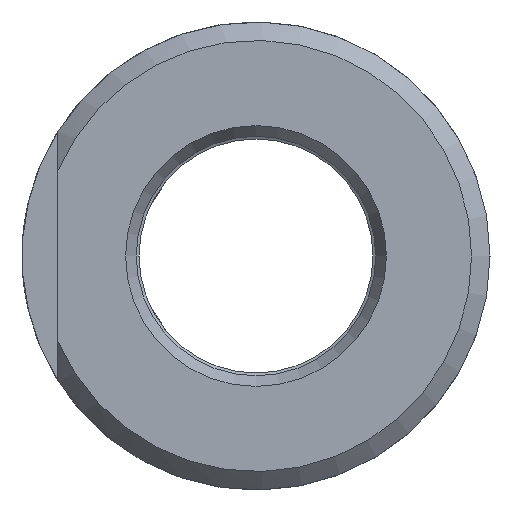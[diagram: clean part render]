
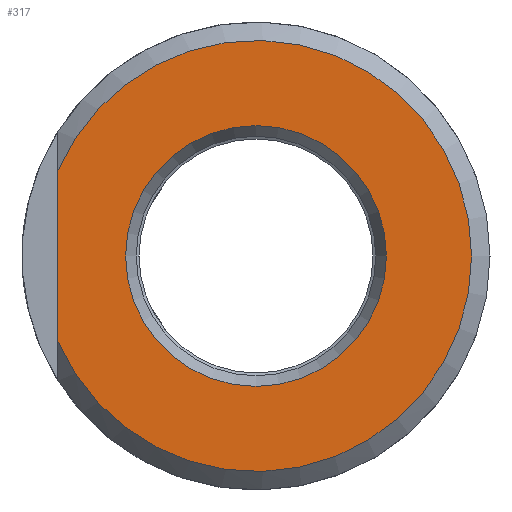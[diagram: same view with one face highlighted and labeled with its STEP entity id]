
A CAD part, left-side view. The second image highlights one B-rep face of the part: STEP entity #317.
In plain terms, the highlighted planar face has unit normal (-1, 0, 0).
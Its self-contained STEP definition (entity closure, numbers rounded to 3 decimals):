
#25=FACE_BOUND('',#87,.T.);
#44=CIRCLE('',#367,7.077);
#45=CIRCLE('',#368,7.077);
#46=CIRCLE('',#370,11.7);
#55=PLANE('',#369);
#67=FACE_OUTER_BOUND('',#86,.T.);
#86=EDGE_LOOP('',(#275,#276));
#87=EDGE_LOOP('',(#277,#278));
#97=LINE('',#646,#110);
#110=VECTOR('',#397,10.);
#138=VERTEX_POINT('',#641);
#139=VERTEX_POINT('',#645);
#154=VERTEX_POINT('',#690);
#155=VERTEX_POINT('',#692);
#175=EDGE_CURVE('',#139,#138,#97,.T.);
#198=EDGE_CURVE('',#155,#154,#44,.T.);
#199=EDGE_CURVE('',#154,#155,#45,.T.);
#200=EDGE_CURVE('',#139,#138,#46,.T.);
#275=ORIENTED_EDGE('',*,*,#175,.T.);
#276=ORIENTED_EDGE('',*,*,#200,.F.);
#277=ORIENTED_EDGE('',*,*,#198,.T.);
#278=ORIENTED_EDGE('',*,*,#199,.T.);
#317=ADVANCED_FACE('',(#67,#25),#55,.T.);
#367=AXIS2_PLACEMENT_3D('',#693,#445,#446);
#368=AXIS2_PLACEMENT_3D('',#694,#447,#448);
#369=AXIS2_PLACEMENT_3D('',#695,#449,#450);
#370=AXIS2_PLACEMENT_3D('',#696,#451,#452);
#397=DIRECTION('',(0.,0.,-1.));
#445=DIRECTION('center_axis',(1.,0.,0.));
#446=DIRECTION('ref_axis',(0.,0.,-1.));
#447=DIRECTION('center_axis',(1.,0.,0.));
#448=DIRECTION('ref_axis',(0.,0.,-1.));
#449=DIRECTION('center_axis',(-1.,0.,0.));
#450=DIRECTION('ref_axis',(0.,0.,1.));
#451=DIRECTION('center_axis',(1.,0.,0.));
#452=DIRECTION('ref_axis',(0.,0.,-1.));
#641=CARTESIAN_POINT('',(-152.4,10.75,-4.618));
#645=CARTESIAN_POINT('',(-152.4,10.75,4.618));
#646=CARTESIAN_POINT('',(-152.4,10.75,-1.268));
#690=CARTESIAN_POINT('',(-152.4,-7.077,0.));
#692=CARTESIAN_POINT('',(-152.4,7.077,0.));
#693=CARTESIAN_POINT('Origin',(-152.4,0.,0.));
#694=CARTESIAN_POINT('Origin',(-152.4,0.,0.));
#695=CARTESIAN_POINT('Origin',(-152.4,11.7,0.));
#696=CARTESIAN_POINT('Origin',(-152.4,0.,0.));
